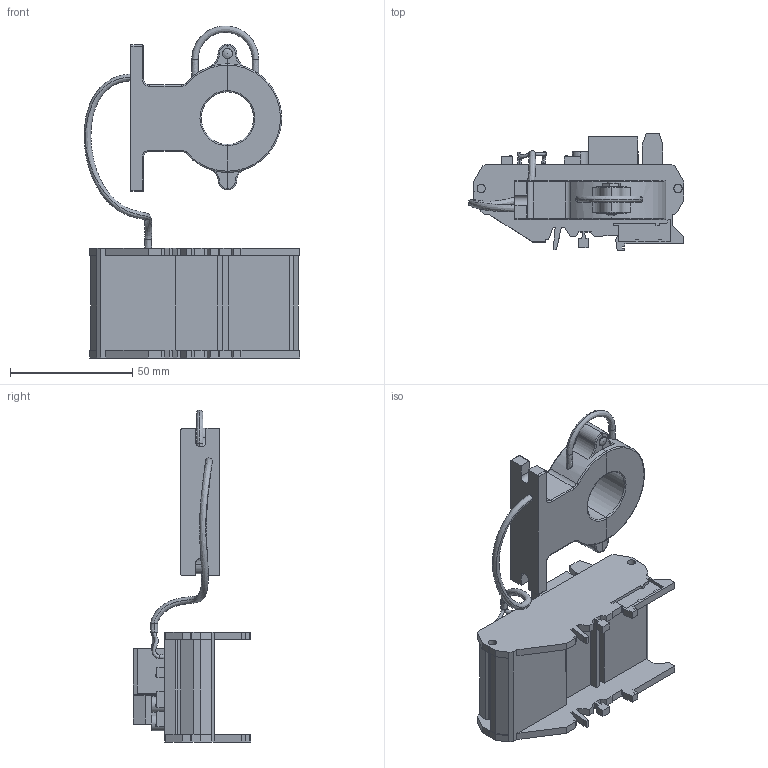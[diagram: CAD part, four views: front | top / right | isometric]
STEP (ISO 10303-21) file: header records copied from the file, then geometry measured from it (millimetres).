
FILE_DESCRIPTION (( 'STEP AP214' ), '1' );
FILE_NAME ('SRCN-C267-2_3D.STEP', '2022-05-02T22:44:18', ( '' ), ( '' ), 'SwSTEP 2.0', 'SolidWorks 2021', '' );
FILE_SCHEMA (( 'AUTOMOTIVE_DESIGN' ));
Length unit declared in the file: inch
Products named in the file (1): SRCN-C267-2_3D
Bounding box: 88.22 x 48.08 x 135.87 mm (x, y, z)
Volume: 75232.3 mm3; surface area: 41838.5 mm2
Topology: 12 solids, 12 shells, 630 faces, 1603 edges, 1039 vertices
Faces by surface type: plane 458, cylinder 115, torus 34, bspline 18, sphere 5
Entity records: 27144 total; most frequent: CARTESIAN_POINT 6516, ORIENTED_EDGE 3192, DIRECTION 3113, EDGE_CURVE 1596, VECTOR 1221, LINE 1221, VERTEX_POINT 1037, AXIS2_PLACEMENT_3D 946
